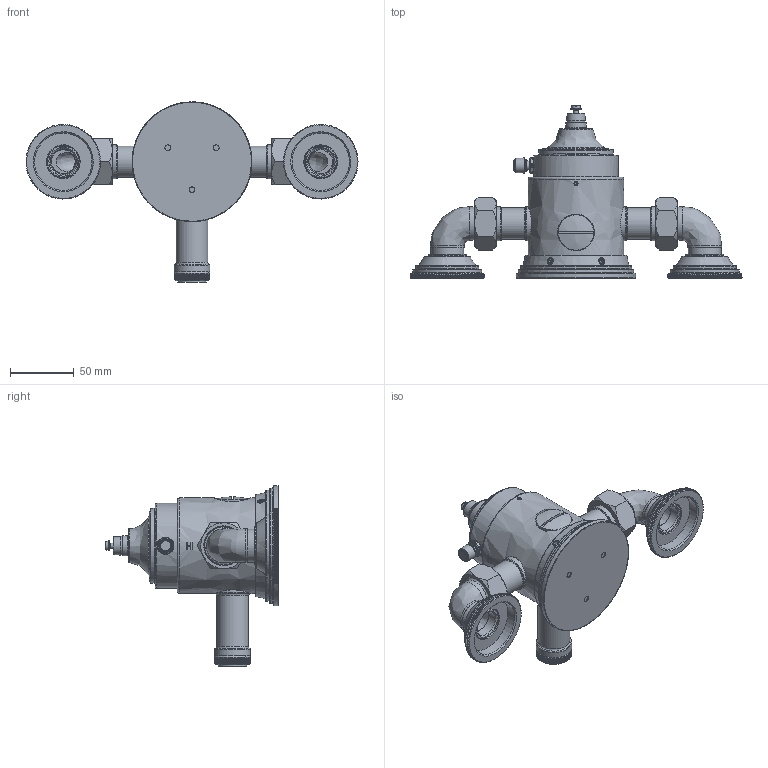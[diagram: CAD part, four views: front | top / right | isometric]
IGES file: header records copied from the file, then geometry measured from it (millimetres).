
Global section: file name: V640A; native system: Autodesk Inventor 2018; preprocessor: unknown; author: gwilkes; date: 20190709.145613; units: millimetre
Bounding box: 260.6 x 135.7 x 141.5 mm (x, y, z)
Volume: 509703.3 mm3; surface area: 219881.8 mm2
Topology: 50 solids, 50 shells, 2693 faces, 7015 edges, 4511 vertices
Faces by surface type: bspline 2693
